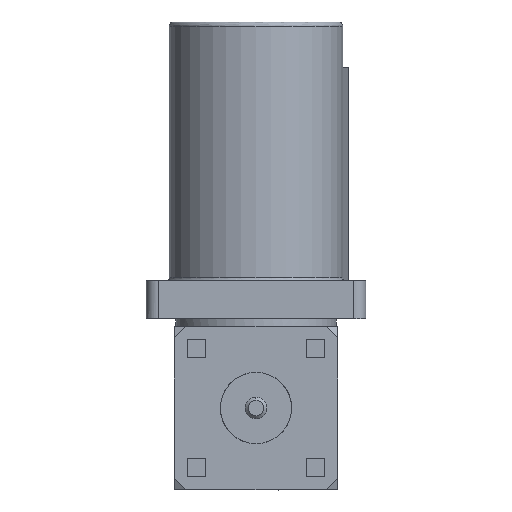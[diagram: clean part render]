
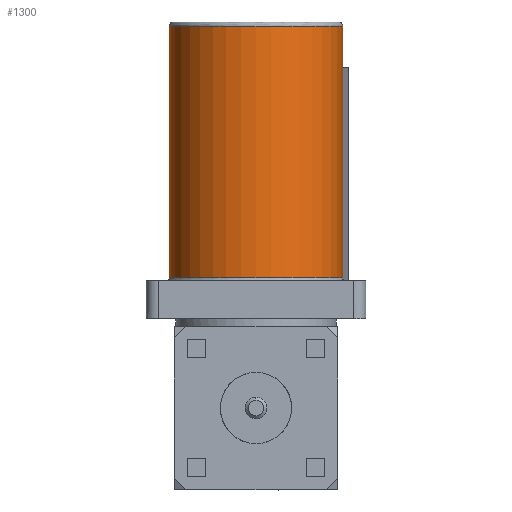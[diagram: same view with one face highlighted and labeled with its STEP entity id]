
A CAD part, front view. The second image highlights one B-rep face of the part: STEP entity #1300.
In plain terms, the highlighted cylindrical face has radius 3.708 mm (diameter 7.417 mm), a partial arc.
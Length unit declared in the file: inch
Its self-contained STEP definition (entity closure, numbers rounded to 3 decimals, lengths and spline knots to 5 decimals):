
#130 = VERTEX_POINT ( 'NONE', #3074 ) ;
#159 = AXIS2_PLACEMENT_3D ( 'NONE', #5233, #3338, #2064 ) ;
#223 = CARTESIAN_POINT ( 'NONE',  ( 0., 0., -0.08965 ) ) ;
#300 = CARTESIAN_POINT ( 'NONE',  ( 0., 0., -0.52065 ) ) ;
#330 = LINE ( 'NONE', #1950, #1106 ) ;
#578 = CIRCLE ( 'NONE', #1430, 0.146 ) ;
#726 = DIRECTION ( 'NONE',  ( 0., 0., 1. ) ) ;
#1030 = ORIENTED_EDGE ( 'NONE', *, *, #3925, .T. ) ;
#1106 = VECTOR ( 'NONE', #5177, 39.37008 ) ;
#1119 = CARTESIAN_POINT ( 'NONE',  ( -0.146, 0., -0.08965 ) ) ;
#1300 = ADVANCED_FACE ( 'NONE', ( #4180 ), #3809, .T. ) ;
#1430 = AXIS2_PLACEMENT_3D ( 'NONE', #300, #726, #1521 ) ;
#1497 = EDGE_CURVE ( 'NONE', #130, #2266, #2618, .T. ) ;
#1521 = DIRECTION ( 'NONE',  ( -1., 0., 0. ) ) ;
#1642 = ORIENTED_EDGE ( 'NONE', *, *, #1497, .T. ) ;
#1702 = CARTESIAN_POINT ( 'NONE',  ( -0.146, 0., -0.09665 ) ) ;
#1821 = EDGE_CURVE ( 'NONE', #3369, #3495, #578, .T. ) ;
#1848 = AXIS2_PLACEMENT_3D ( 'NONE', #223, #2220, #3047 ) ;
#1950 = CARTESIAN_POINT ( 'NONE',  ( 0.146, 0., -0.08965 ) ) ;
#2064 = DIRECTION ( 'NONE',  ( -1., 0., 0. ) ) ;
#2220 = DIRECTION ( 'NONE',  ( 0., 0., -1. ) ) ;
#2266 = VERTEX_POINT ( 'NONE', #1702 ) ;
#2618 = CIRCLE ( 'NONE', #159, 0.146 ) ;
#2660 = CARTESIAN_POINT ( 'NONE',  ( 0.146, 0., -0.52065 ) ) ;
#2690 = CARTESIAN_POINT ( 'NONE',  ( -0.146, 0., -0.52065 ) ) ;
#2887 = ORIENTED_EDGE ( 'NONE', *, *, #1821, .T. ) ;
#3047 = DIRECTION ( 'NONE',  ( -1., 0., 0. ) ) ;
#3074 = CARTESIAN_POINT ( 'NONE',  ( 0.146, 0., -0.09665 ) ) ;
#3338 = DIRECTION ( 'NONE',  ( 0., 0., -1. ) ) ;
#3369 = VERTEX_POINT ( 'NONE', #2690 ) ;
#3495 = VERTEX_POINT ( 'NONE', #2660 ) ;
#3762 = EDGE_LOOP ( 'NONE', ( #4104, #1642, #1030, #2887 ) ) ;
#3809 = CYLINDRICAL_SURFACE ( 'NONE', #1848, 0.146 ) ;
#3925 = EDGE_CURVE ( 'NONE', #2266, #3369, #4745, .T. ) ;
#4104 = ORIENTED_EDGE ( 'NONE', *, *, #4741, .F. ) ;
#4180 = FACE_OUTER_BOUND ( 'NONE', #3762, .T. ) ;
#4320 = DIRECTION ( 'NONE',  ( 0., 0., -1. ) ) ;
#4741 = EDGE_CURVE ( 'NONE', #130, #3495, #330, .T. ) ;
#4745 = LINE ( 'NONE', #1119, #5067 ) ;
#5067 = VECTOR ( 'NONE', #4320, 39.37008 ) ;
#5177 = DIRECTION ( 'NONE',  ( 0., 0., -1. ) ) ;
#5233 = CARTESIAN_POINT ( 'NONE',  ( 0., 0., -0.09665 ) ) ;
